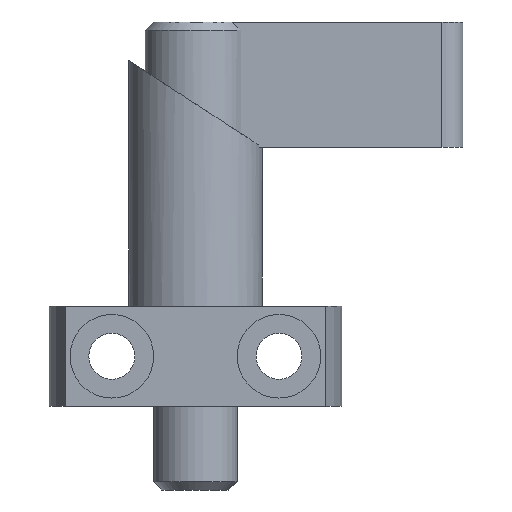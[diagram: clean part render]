
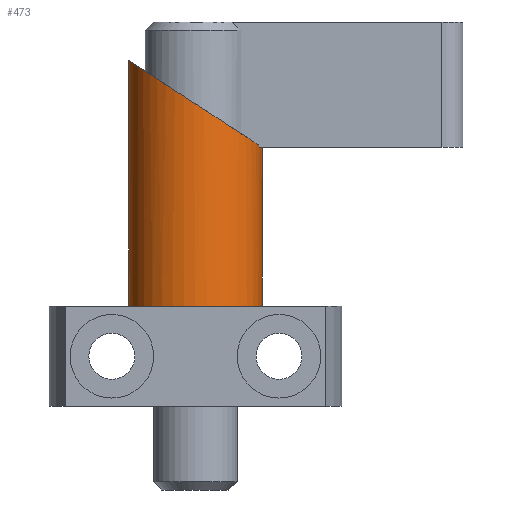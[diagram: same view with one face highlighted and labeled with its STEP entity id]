
A CAD part, front view. The second image highlights one B-rep face of the part: STEP entity #473.
In plain terms, the highlighted cylindrical face has radius 8 mm (diameter 16 mm), a partial arc.
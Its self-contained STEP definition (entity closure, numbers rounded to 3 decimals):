
#279=EDGE_CURVE('',#523,#607,#769,.T.);
#321=VERTEX_POINT('',#817);
#363=EDGE_CURVE('',#607,#321,#862,.T.);
#431=EDGE_CURVE('',#695,#583,#935,.T.);
#445=EDGE_CURVE('',#583,#523,#951,.T.);
#473=ADVANCED_FACE('',(#982),#983,.T.);
#523=VERTEX_POINT('',#1042);
#583=VERTEX_POINT('',#1112);
#607=VERTEX_POINT('',#1142);
#695=VERTEX_POINT('',#1239);
#719=EDGE_CURVE('',#321,#695,#1266,.T.);
#769=CIRCLE('',#1318,8.0);
#817=CARTESIAN_POINT('',(8.0,0.,12.0));
#862=CIRCLE('',#1450,8.0);
#935=ELLIPSE('',#1544,9.539,8.0);
#951=LINE('',#1567,#1568);
#982=FACE_OUTER_BOUND('',#1610,.T.);
#983=CYLINDRICAL_SURFACE('',#1611,8.0);
#1042=CARTESIAN_POINT('',(-8.0,0.,12.0));
#1112=CARTESIAN_POINT('',(-8.0,0.,41.391));
#1142=CARTESIAN_POINT('',(0.,-8.0,12.0));
#1239=CARTESIAN_POINT('',(8.0,0.0,31.0));
#1266=LINE('',#1973,#1974);
#1318=AXIS2_PLACEMENT_3D('',#2017,#2018,#2019);
#1450=AXIS2_PLACEMENT_3D('',#2137,#2138,#2139);
#1544=AXIS2_PLACEMENT_3D('',#2220,#2221,#2222);
#1567=CARTESIAN_POINT('',(-8.0,0.,22.0));
#1568=VECTOR('',#2239,1.0);
#1610=EDGE_LOOP('',(#2279,#2280,#2281,#2282,#2283));
#1611=AXIS2_PLACEMENT_3D('',#2284,#2285,#2286);
#1973=CARTESIAN_POINT('',(8.0,0.,22.0));
#1974=VECTOR('',#2638,1.0);
#2017=CARTESIAN_POINT('',(0.0,0.0,12.0));
#2018=DIRECTION('',(0.0,0.0,1.0));
#2019=DIRECTION('',(1.0,0.0,0.0));
#2137=CARTESIAN_POINT('',(0.0,0.0,12.0));
#2138=DIRECTION('',(0.0,0.0,1.0));
#2139=DIRECTION('',(1.0,0.0,0.0));
#2220=CARTESIAN_POINT('',(0.0,0.0,36.195));
#2221=DIRECTION('',(-0.545,-0.0,-0.839));
#2222=DIRECTION('',(0.839,0.0,-0.545));
#2239=DIRECTION('',(-0.0,-0.0,-1.0));
#2279=ORIENTED_EDGE('',*,*,#719,.T.);
#2280=ORIENTED_EDGE('',*,*,#431,.T.);
#2281=ORIENTED_EDGE('',*,*,#445,.T.);
#2282=ORIENTED_EDGE('',*,*,#279,.T.);
#2283=ORIENTED_EDGE('',*,*,#363,.T.);
#2284=CARTESIAN_POINT('',(0.0,0.0,22.0));
#2285=DIRECTION('',(-0.0,-0.0,-1.0));
#2286=DIRECTION('',(1.0,0.0,0.0));
#2638=DIRECTION('',(0.0,0.0,1.0));
